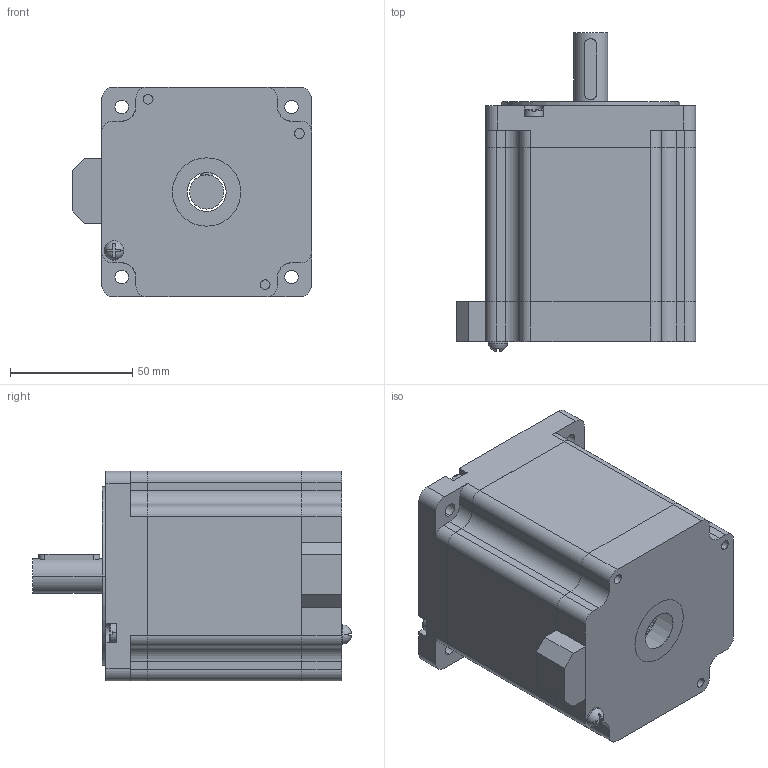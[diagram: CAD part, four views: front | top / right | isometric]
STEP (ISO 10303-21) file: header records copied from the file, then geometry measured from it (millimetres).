
FILE_DESCRIPTION((''),'2;1');
FILE_NAME('MT34HE38040M4VK_ASM_1__ASM','2022-06-16T09:47:36',('zhengdongmei'),(''),'CREO PARAMETRIC BY PTC INC, 2017260','CREO PARAMETRIC BY PTC INC, 2017260','');
FILE_SCHEMA(('CONFIG_CONTROL_DESIGN'));
Length unit declared in the file: millimetre
Products named in the file (12): PRT0012_1_1_1_1_2_1_1; PRT0013_1_1_1_1_2_1_1; PRT0014_1_1_1_1_2_1_1; PRT0015_1_1_1_1_2_1_1; ASM0001_ASM_1_ASM_1_ASM_1_1_2_A_ASM; MT34HE31066M411_ASM_1_ASM_1_1_2_ASM; SHAFT_3_1; MT34HE31060M4K2__ASM_1_1_2_ASM__ASM; PRT0012_1; PRT0013_1; MT34HE38040M4VK_ASM_1_ASM; MT34HE38040M4VK_ASM_1__ASM
Assembly tree (14 placements, depth 6):
  MT34HE38040M4VK_ASM_1__ASM
    MT34HE38040M4VK_ASM_1_ASM
      MT34HE31060M4K2__ASM_1_1_2_ASM__ASM
        MT34HE31066M411_ASM_1_ASM_1_1_2_ASM
          ASM0001_ASM_1_ASM_1_ASM_1_1_2_A_ASM
            PRT0012_1_1_1_1_2_1_1
            PRT0013_1_1_1_1_2_1_1
            PRT0014_1_1_1_1_2_1_1
            PRT0015_1_1_1_1_2_1_1
        SHAFT_3_1
      PRT0012_1  x4
      PRT0013_1
Bounding box: 98 x 130.5 x 86 mm (x, y, z)
Volume: 328229.8 mm3; surface area: 120614.8 mm2
Topology: 10 solids, 10 shells, 531 faces, 1482 edges, 990 vertices
Faces by surface type: plane 290, cylinder 213, torus 22, cone 4, revolution 2
Entity records: 15652 total; most frequent: CARTESIAN_POINT 2906, DIRECTION 2731, ORIENTED_EDGE 2604, EDGE_CURVE 1302, AXIS2_PLACEMENT_3D 952, VERTEX_POINT 870, VECTOR 825, LINE 825
